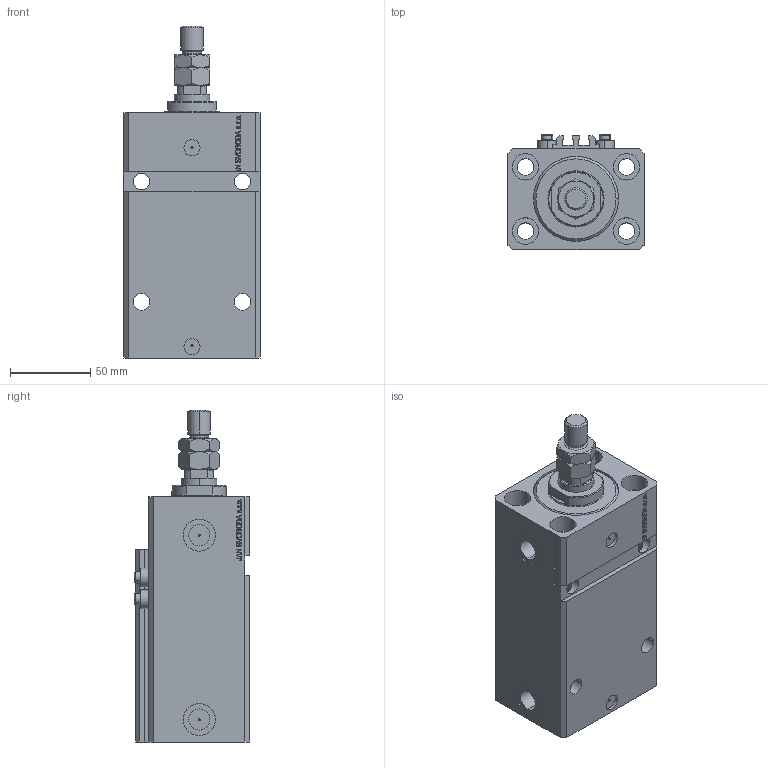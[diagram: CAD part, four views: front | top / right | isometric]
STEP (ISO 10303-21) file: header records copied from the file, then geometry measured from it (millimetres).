
FILE_DESCRIPTION (( 'STEP AP203' ), '1' );
FILE_NAME ('7676.STEP', '2023-10-07T20:07:29', ( '' ), ( '' ), 'SwSTEP 2.0', 'SolidWorks 2019', '' );
FILE_SCHEMA (( 'CONFIG_CONTROL_DESIGN' ));
Length unit declared in the file: millimetre
Products named in the file (6): 7676; V250CE_VC_E 38ff7ee273bd10b3541bb6a7f0921cb7; V250CE_E_Body 38ff7ee273bd10b3541bb6a7f0921cb7; ALLEN BOLT V250CE 38ff7ee273bd10b3541bb6a7f0921cb7; V250CE_C_VCP 38ff7ee273bd10b3541bb6a7f0921cb7; MTA 38ff7ee273bd10b3541bb6a7f0921cb7
Assembly tree (8 placements, depth 2):
  7676
    V250CE_E_Body 38ff7ee273bd10b3541bb6a7f0921cb7
    ALLEN BOLT V250CE 38ff7ee273bd10b3541bb6a7f0921cb7  x4
    V250CE_C_VCP 38ff7ee273bd10b3541bb6a7f0921cb7
    V250CE_VC_E 38ff7ee273bd10b3541bb6a7f0921cb7
    MTA 38ff7ee273bd10b3541bb6a7f0921cb7
Bounding box: 85 x 72 x 207 mm (x, y, z)
Volume: 690765.7 mm3; surface area: 145020.6 mm2
Topology: 9 solids, 9 shells, 1172 faces, 2911 edges, 1867 vertices
Faces by surface type: plane 554, bspline 356, cylinder 162, cone 84, torus 16
Entity records: 50220 total; most frequent: CARTESIAN_POINT 25676, ORIENTED_EDGE 5512, DIRECTION 3718, EDGE_CURVE 2756, VERTEX_POINT 1783, VECTOR 1636, LINE 1636, EDGE_LOOP 1241
